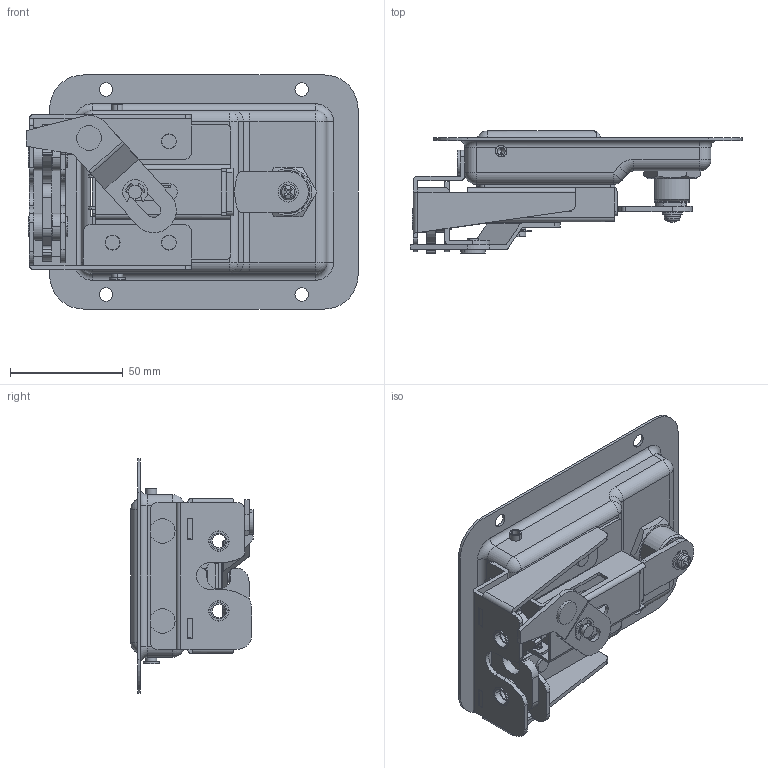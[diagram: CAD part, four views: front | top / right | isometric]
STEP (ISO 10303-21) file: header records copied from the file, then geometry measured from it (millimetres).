
FILE_DESCRIPTION (( 'STEP AP203' ), '1' );
FILE_NAME ('A-1882-E-1.STEP', '2020-02-10T07:08:51', ( '' ), ( '' ), 'SwSTEP 2.0', 'SolidWorks 2018', '' );
FILE_SCHEMA (( 'CONFIG_CONTROL_DESIGN' ));
Length unit declared in the file: millimetre
Products named in the file (30): A-1882-E傾乕儉僺儞_; A-1882-Eアーム_; A-1882-E_スナッチ部_; A-1882-E本体カシメピン__B; A-1882-E_ラッチガイド_; A-1882-E_ハンドルシャフト_; A-1882-E本体カシメピン__A; A-1882ラッチケース_; A-1882-E_C-178—pM4SW_; A-1882-E_C-178用ハウジング_; A-1882-E-1; A-1882-E儔僢僠僔儍僼僩_; A-1882-E_十字穴付小ねじ_内径基準ver1.02__M4x7十字穴付なべ小ねじ(SUS); A-1882-E_ロックプレート_; A-1882-E_C-178用M4小PW_; A-1882-E僗儁乕僒乕儕儞僋_; A-1882-E-1_E形止め輪ver1.00__E形止め輪 呼び5(SUS); A-1882本体__A-1882-E-1; A-1882-EカムB_; A-1882-E_C-178Assy_; A-1882-E_C-178梡90亱僇儉_; A-1882-E僗儁乕僒乕僺儞_; A-1882-EカムA_; A-1882-E僗僫僢僠儀乕僗B_; A-1882-E僗僫僢僠儀乕僗A_; A-1882-E_C-178梡M19僫僢僩_; A-1882-E_儔僢僠B_; A-1882-E_ハンドル_; A-1882-E_C-178用キャップ_; A-1882-E_T0230儘乕僞乕_岞奐梡__T儘乕僞乕
Assembly tree (35 placements, depth 3):
  A-1882-E-1
    A-1882本体__A-1882-E-1
    A-1882-E_ハンドル_
    A-1882-E_ハンドルシャフト_
    A-1882ラッチケース_
    A-1882-E_スナッチ部_
      A-1882-E僗僫僢僠儀乕僗A_
      A-1882-E僗僫僢僠儀乕僗B_
      A-1882-E僗儁乕僒乕僺儞_  x2
      A-1882-E僗儁乕僒乕儕儞僋_  x2
      A-1882-EカムA_
      A-1882-EカムB_
      A-1882-E本体カシメピン__B  x2
      A-1882-E本体カシメピン__A  x4
    A-1882-E_ラッチガイド_
    A-1882-E_儔僢僠B_
    A-1882-E儔僢僠僔儍僼僩_
    A-1882-Eアーム_
    A-1882-E傾乕儉僺儞_
    A-1882-E_C-178Assy_
      A-1882-E_C-178用ハウジング_
      A-1882-E_C-178用キャップ_
      A-1882-E_T0230儘乕僞乕_岞奐梡__T儘乕僞乕
      A-1882-E_C-178梡M19僫僢僩_
      A-1882-E_十字穴付小ねじ_内径基準ver1.02__M4x7十字穴付なべ小ねじ(SUS)
      A-1882-E_ロックプレート_
      A-1882-E_C-178梡90亱僇儉_
      A-1882-E_C-178—pM4SW_
      A-1882-E_C-178用M4小PW_
    A-1882-E-1_E形止め輪ver1.00__E形止め輪 呼び5(SUS)
Bounding box: 147.48 x 54.3 x 104 mm (x, y, z)
Volume: 114779 mm3; surface area: 107865 mm2
Topology: 33 solids, 33 shells, 897 faces, 2279 edges, 1456 vertices
Faces by surface type: cylinder 426, plane 401, torus 30, cone 20, sphere 16, bspline 4
Entity records: 29731 total; most frequent: CARTESIAN_POINT 4971, DIRECTION 4739, ORIENTED_EDGE 4314, EDGE_CURVE 2157, AXIS2_PLACEMENT_3D 1746, VERTEX_POINT 1388, VECTOR 1247, LINE 1247
